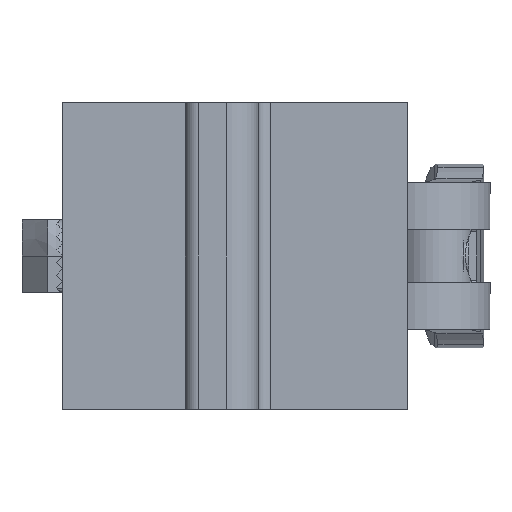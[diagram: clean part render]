
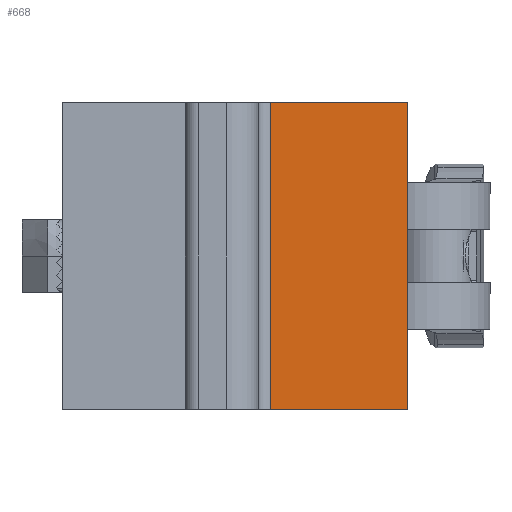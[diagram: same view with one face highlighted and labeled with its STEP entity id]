
A CAD part, front view. The second image highlights one B-rep face of the part: STEP entity #668.
In plain terms, the highlighted planar face has unit normal (0, -1, 0).
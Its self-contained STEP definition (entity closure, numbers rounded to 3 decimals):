
#668 = ADVANCED_FACE( '', ( #1283 ), #1284, .F. );
#1283 = FACE_OUTER_BOUND( '', #1864, .T. );
#1284 = PLANE( '', #1865 );
#1864 = EDGE_LOOP( '', ( #3174, #3175, #3176, #3177 ) );
#1865 = AXIS2_PLACEMENT_3D( '', #3178, #3179, #3180 );
#3174 = ORIENTED_EDGE( '', *, *, #3548, .T. );
#3175 = ORIENTED_EDGE( '', *, *, #3360, .F. );
#3176 = ORIENTED_EDGE( '', *, *, #3373, .F. );
#3177 = ORIENTED_EDGE( '', *, *, #3684, .T. );
#3178 = CARTESIAN_POINT( '', ( 16.3, 0., 12. ) );
#3179 = DIRECTION( '', ( 0., 1., 0. ) );
#3180 = DIRECTION( '', ( 0., 0., 1. ) );
#3360 = EDGE_CURVE( '', #3911, #3902, #3913, .T. );
#3373 = EDGE_CURVE( '', #3936, #3911, #3938, .T. );
#3548 = EDGE_CURVE( '', #4234, #3902, #4235, .T. );
#3684 = EDGE_CURVE( '', #3936, #4234, #4434, .T. );
#3902 = VERTEX_POINT( '', #4708 );
#3911 = VERTEX_POINT( '', #4721 );
#3913 = LINE( '', #4724, #4725 );
#3936 = VERTEX_POINT( '', #4755 );
#3938 = LINE( '', #4757, #4758 );
#4234 = VERTEX_POINT( '', #5348 );
#4235 = LINE( '', #5349, #5350 );
#4434 = LINE( '', #5714, #5715 );
#4708 = CARTESIAN_POINT( '', ( 27., 0., -12. ) );
#4721 = CARTESIAN_POINT( '', ( 27., 0., 12. ) );
#4724 = CARTESIAN_POINT( '', ( 27., 0., 12. ) );
#4725 = VECTOR( '', #6194, 1000. );
#4755 = CARTESIAN_POINT( '', ( 16.3, 0., 12. ) );
#4757 = CARTESIAN_POINT( '', ( 16.3, 0., 12. ) );
#4758 = VECTOR( '', #6214, 1000. );
#5348 = CARTESIAN_POINT( '', ( 16.3, 0., -12. ) );
#5349 = CARTESIAN_POINT( '', ( 16.3, 0., -12. ) );
#5350 = VECTOR( '', #6419, 1000. );
#5714 = CARTESIAN_POINT( '', ( 16.3, 0., 12. ) );
#5715 = VECTOR( '', #6587, 1000. );
#6194 = DIRECTION( '', ( 0., 0., -1. ) );
#6214 = DIRECTION( '', ( 1., 0., 0. ) );
#6419 = DIRECTION( '', ( 1., 0., 0. ) );
#6587 = DIRECTION( '', ( 0., 0., -1. ) );
